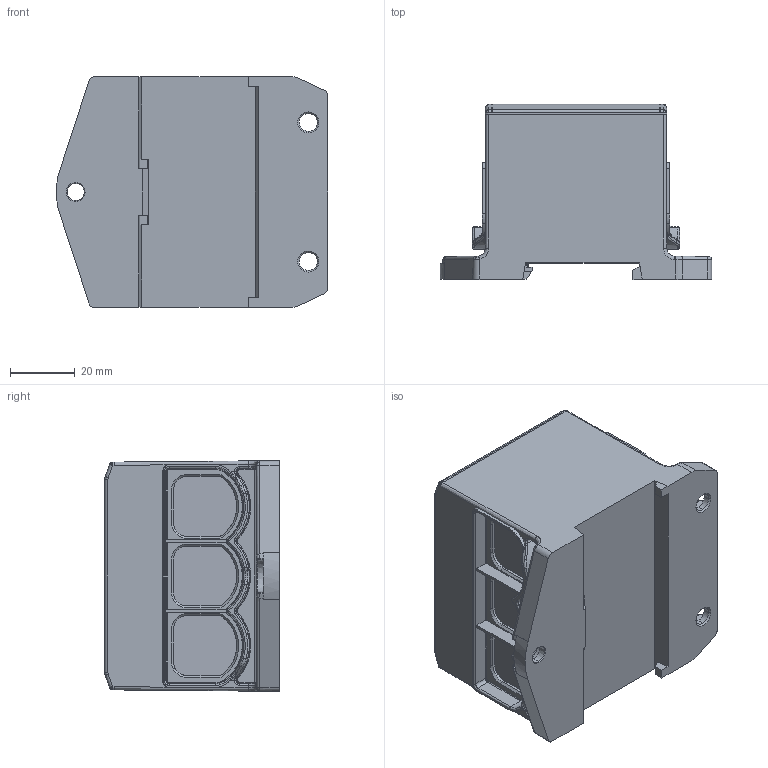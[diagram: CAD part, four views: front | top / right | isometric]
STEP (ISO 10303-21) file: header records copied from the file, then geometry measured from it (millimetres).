
FILE_DESCRIPTION(('Creo Elements/Direct Modeling STEP Export'),'2;1');
FILE_NAME('VC05-0235_OTL_3x150_Grey.stp','2023-03-16T10:37:08',(''),(''),'Creo Elements/Direct Modeling STEP processor for AP214 (Solid Model)','Creo Elements/Direct Modeling 20.1D 10-Oct-2020 (C) Parametric Technology GmbH','');
FILE_SCHEMA(('AUTOMOTIVE_DESIGN { 1 0 10303 214 1 1 1 1 }'));
Products named in the file (2): Kotelo_3x150.1
Assembly tree (1 placements, depth 2):
  Kotelo_3x150.1
    Kotelo_3x150.1
Bounding box: 83.88 x 54 x 71.29 mm (x, y, z)
Volume: 194774.6 mm3; surface area: 31513.4 mm2
Topology: 1 solids, 1 shells, 1781 faces, 4769 edges, 3035 vertices
Faces by surface type: plane 1136, bspline 276, cylinder 266, cone 78, torus 25
Entity records: 87535 total; most frequent: CARTESIAN_POINT 46324, ORIENTED_EDGE 9522, DIRECTION 7135, EDGE_CURVE 4761, VECTOR 3485, LINE 3485, VERTEX_POINT 3035, EDGE_LOOP 1840
